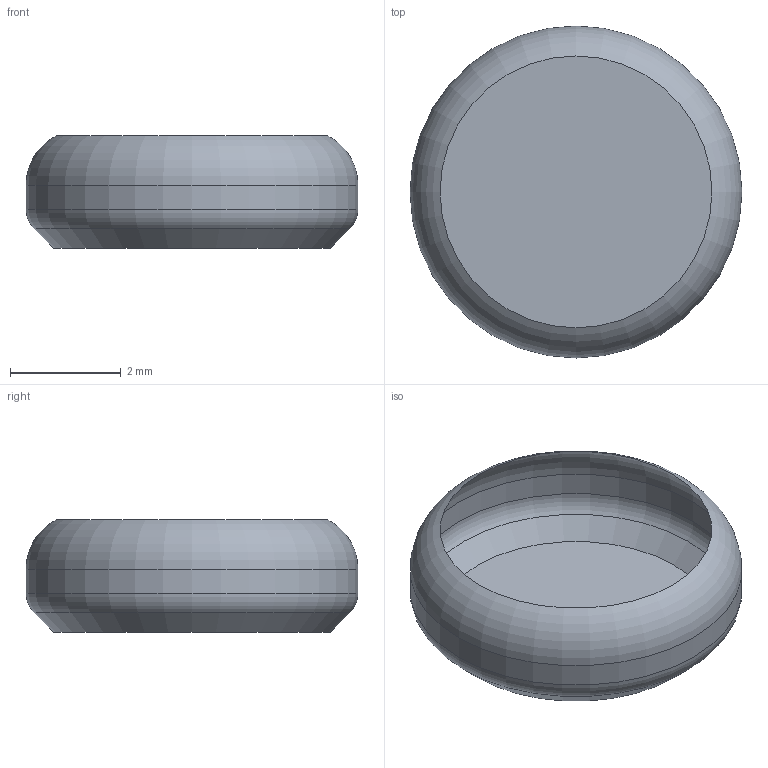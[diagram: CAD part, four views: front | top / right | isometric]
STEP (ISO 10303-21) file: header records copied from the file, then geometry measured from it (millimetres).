
FILE_DESCRIPTION(/* description */ (''),/* implementation_level */ '2;1');
FILE_NAME(/* name */ 'ORS_Button_Pin.step',/* time_stamp */ '2020-12-04T10:09:20-08:00',/* author */ (''),/* organization */ (''),/* preprocessor_version */ 'ST-DEVELOPER v18.1',/* originating_system */ 'Autodesk Translation Framework v9.3.0.1241',/* authorisation */ '');
FILE_SCHEMA (('AUTOMOTIVE_DESIGN { 1 0 10303 214 3 1 1 }'));
Length unit declared in the file: millimetre
Products named in the file (1): ORS_Button_Pin
Bounding box: 6 x 6 x 2.03 mm (x, y, z)
Volume: 60.5 mm3; surface area: 84.2 mm2
Topology: 1 solids, 1 shells, 6 faces, 13 edges, 8 vertices
Faces by surface type: torus 2, cone 2, cylinder 1, plane 1
Full cylindrical faces by diameter (mm): 6 x1
Entity records: 198 total; most frequent: DIRECTION 35, CARTESIAN_POINT 27, ORIENTED_EDGE 24, AXIS2_PLACEMENT_3D 16, EDGE_CURVE 12, CIRCLE 9, VERTEX_POINT 8, FACE_OUTER_BOUND 6
